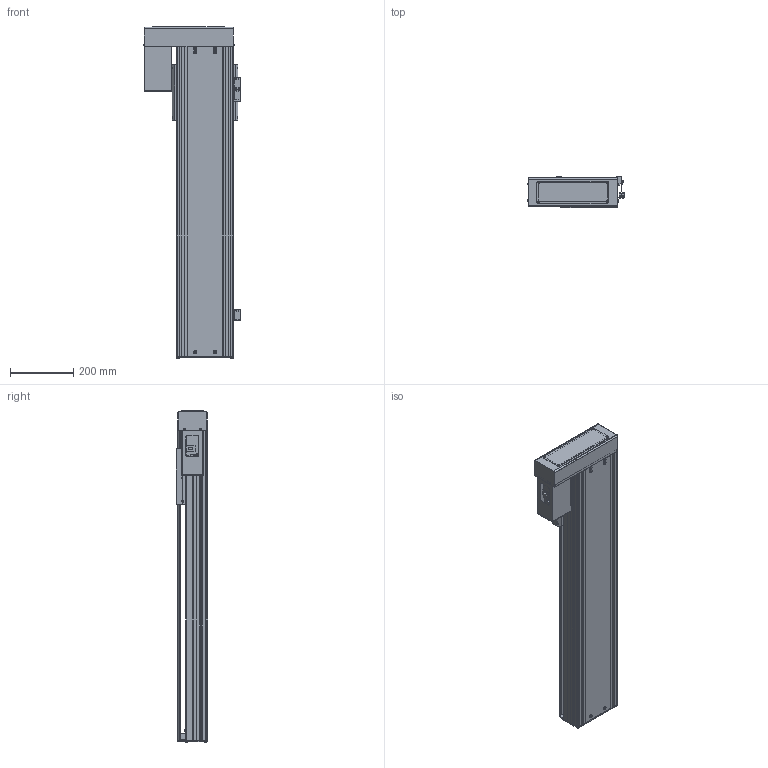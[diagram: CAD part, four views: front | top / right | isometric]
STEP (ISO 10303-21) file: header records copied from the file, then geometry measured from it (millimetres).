
FILE_DESCRIPTION (( 'STEP AP203' ), '1' );
FILE_NAME ('HR180-XX1-PL-700-XX-SR-OF.STEP', '2020-07-31T05:26:40', ( '彌營遵' ), ( '' ), 'SwSTEP 2.0', 'SolidWorks 2013', '' );
FILE_SCHEMA (( 'CONFIG_CONTROL_DESIGN' ));
Length unit declared in the file: millimetre
Products named in the file (33): 180 ballnut; 渠蘆 犒餌180 lm bolck1; hg-kr43_; 180 捍纺屈 BH(绊沥); 180 bearing cap; HR180-XX1-PL-700-XX-SR-OF; FRONT PLATE ASSY(PL); LM RAIL(SR20W) - X蹴; 180 damper; HR180 X,Y BASE P-700; 180 SNESOR DOG_1; 180 front plate; HR奢辨 SENSOR BRK; 180 BH(雖雖); spring lock washer_ks_KS 1324 - M3; 180 FPC; EE-SX-674_ル遽; 180 CARRIER; HR180_SENSOR DOG(ASSY)_1; 180 煽溺⑽ 唯衛璽; socket head cap screw_ks_KS 1003 - M3 x 5 x 5-N; 180 END COVER; pan cross head_ks_KS 1023 PC- M4 x 6-N; 180 MOTOR COVER C; socket head cap screw_ks_KS 1003 - M3 x 10 x 10-N; 180 lm bolck; socket head cap screw_ks_KS 1003 - M4 x 10 x 10-N; 180 MOTOR COVER; SENSOR_1; 180 UPPER COVER(P, X蹴)-700; 渠蘆 犒餌LM RAIL(SR20W) - X蹴1; pan cross head_ks_KS 1023 PC- M3 x 5-N; SENSOR_2
Assembly tree (67 placements, depth 3):
  HR180-XX1-PL-700-XX-SR-OF
    HR180 X,Y BASE P-700
    180 BH(雖雖)
    180 CARRIER
    180 END COVER
    180 lm bolck  x2
    180 UPPER COVER(P, X蹴)-700
    180 ballnut
    180 bearing cap
    180 damper  x2
    SENSOR_1  x2
      HR奢辨 SENSOR BRK
      EE-SX-674_ル遽
      socket head cap screw_ks_KS 1003 - M3 x 5 x 5-N
      socket head cap screw_ks_KS 1003 - M3 x 10 x 10-N
    SENSOR_2
      HR奢辨 SENSOR BRK
      EE-SX-674_ル遽
      socket head cap screw_ks_KS 1003 - M3 x 5 x 5-N  x2
      socket head cap screw_ks_KS 1003 - M3 x 10 x 10-N  x2
    180 捍纺屈 BH(绊沥)
    LM RAIL(SR20W) - X蹴
    HR奢辨 SENSOR BRK  x3
    FRONT PLATE ASSY(PL)
      180 front plate
      180 FPC
      180 煽溺⑽ 唯衛璽
      180 MOTOR COVER C
      180 MOTOR COVER
      pan cross head_ks_KS 1023 PC- M3 x 5-N  x12
      hg-kr43_
    HR180_SENSOR DOG(ASSY)_1
      180 SNESOR DOG_1
      socket head cap screw_ks_KS 1003 - M3 x 5 x 5-N  x2
      spring lock washer_ks_KS 1324 - M3  x2
    pan cross head_ks_KS 1023 PC- M4 x 6-N  x4
    socket head cap screw_ks_KS 1003 - M4 x 10 x 10-N  x4
    渠蘆 犒餌LM RAIL(SR20W) - X蹴1
    渠蘆 犒餌180 lm bolck1  x2
Bounding box: 305.45 x 99 x 1046.15 mm (x, y, z)
Volume: 6982368.6 mm3; surface area: 2414214 mm2
Topology: 68 solids, 68 shells, 3776 faces, 9572 edges, 5976 vertices
Faces by surface type: plane 1816, cylinder 1287, cone 469, torus 172, sphere 32
Entity records: 74246 total; most frequent: DIRECTION 12635, CARTESIAN_POINT 12106, ORIENTED_EDGE 11492, EDGE_CURVE 5746, AXIS2_PLACEMENT_3D 4584, VERTEX_POINT 3755, VECTOR 3467, LINE 3467
